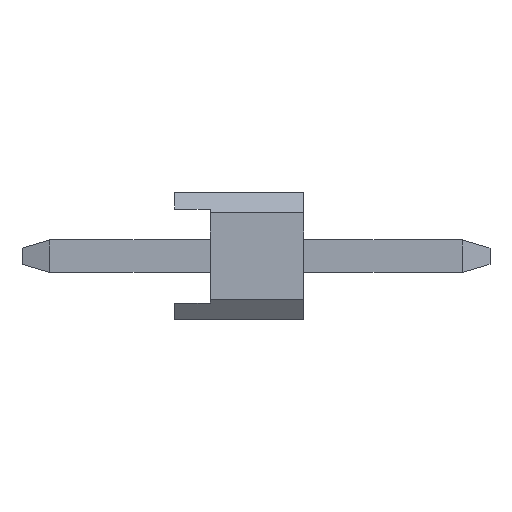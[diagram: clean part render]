
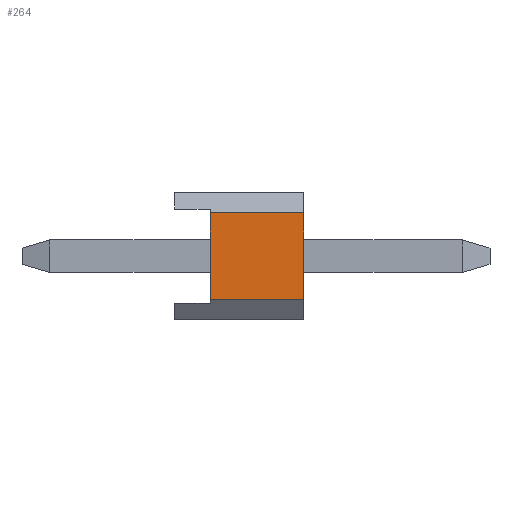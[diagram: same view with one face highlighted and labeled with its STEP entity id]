
A CAD part, left-side view. The second image highlights one B-rep face of the part: STEP entity #264.
In plain terms, the highlighted planar face has unit normal (-1, 0, 0).
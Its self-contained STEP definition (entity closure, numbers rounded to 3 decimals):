
#264=ADVANCED_FACE('',(#665),#666,.T.);
#665=FACE_OUTER_BOUND('',#1200,.T.);
#666=PLANE('',#1201);
#1200=EDGE_LOOP('',(#1963,#1964,#1965,#1966));
#1201=AXIS2_PLACEMENT_3D('',#1967,#1968,#1969);
#1963=ORIENTED_EDGE('',*,*,#3230,.T.);
#1964=ORIENTED_EDGE('',*,*,#3172,.T.);
#1965=ORIENTED_EDGE('',*,*,#3373,.T.);
#1966=ORIENTED_EDGE('',*,*,#3374,.F.);
#1967=CARTESIAN_POINT('',(-7.52,0.0,0.0));
#1968=DIRECTION('',(-1.0,-0.0,0.0));
#1969=DIRECTION('',(0.0,0.,-1.0));
#3172=EDGE_CURVE('',#3781,#3779,#3782,.T.);
#3230=EDGE_CURVE('',#3891,#3781,#3892,.T.);
#3373=EDGE_CURVE('',#3779,#4126,#4127,.T.);
#3374=EDGE_CURVE('',#3891,#4126,#4128,.T.);
#3779=VERTEX_POINT('',#4654);
#3781=VERTEX_POINT('',#4657);
#3782=LINE('',#4658,#4659);
#3891=VERTEX_POINT('',#4821);
#3892=LINE('',#4822,#4823);
#4126=VERTEX_POINT('',#5170);
#4127=LINE('',#5171,#5172);
#4128=LINE('',#5173,#5174);
#4654=CARTESIAN_POINT('',(-7.52,-2.54,-0.851));
#4657=CARTESIAN_POINT('',(-7.52,-0.7,-0.851));
#4658=CARTESIAN_POINT('',(-7.52,0.,-0.851));
#4659=VECTOR('',#5926,1.0);
#4821=CARTESIAN_POINT('',(-7.52,-0.7,0.851));
#4822=CARTESIAN_POINT('',(-7.52,-0.7,0.));
#4823=VECTOR('',#5980,1.0);
#5170=CARTESIAN_POINT('',(-7.52,-2.54,0.851));
#5171=CARTESIAN_POINT('',(-7.52,-2.54,0.851));
#5172=VECTOR('',#6094,1.0);
#5173=CARTESIAN_POINT('',(-7.52,0.,0.851));
#5174=VECTOR('',#6095,1.0);
#5926=DIRECTION('',(0.0,-1.0,0.));
#5980=DIRECTION('',(0.0,0.,-1.0));
#6094=DIRECTION('',(0.0,0.,1.0));
#6095=DIRECTION('',(0.0,-1.0,0.));
